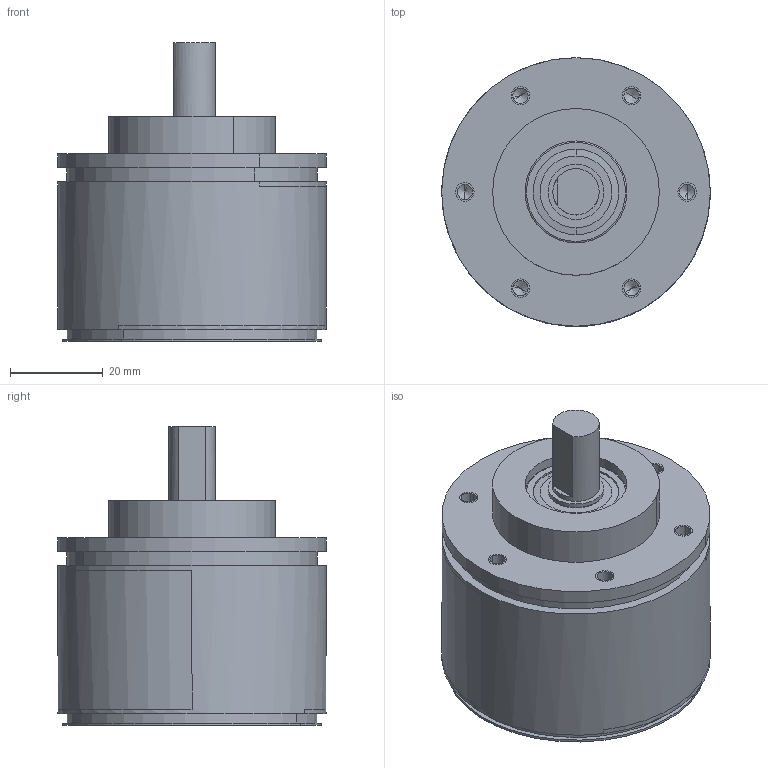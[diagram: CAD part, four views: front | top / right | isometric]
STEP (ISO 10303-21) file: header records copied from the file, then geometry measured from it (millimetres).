
FILE_DESCRIPTION((''),'2;1');
FILE_NAME('HM58S_FB_D10','2014-09-15T',('lika51'),(''),'PRO/ENGINEER BY PARAMETRIC TECHNOLOGY CORPORATION, 2010180','PRO/ENGINEER BY PARAMETRIC TECHNOLOGY CORPORATION, 2010180','');
FILE_SCHEMA(('CONFIG_CONTROL_DESIGN'));
Length unit declared in the file: millimetre
Products named in the file (1): HM58S_FB_D10
Bounding box: 58 x 58 x 64.5 mm (x, y, z)
Volume: 45552.3 mm3; surface area: 34440.3 mm2
Topology: 21 solids, 37 shells, 320 faces, 779 edges, 463 vertices
Faces by surface type: cylinder 148, plane 60, cone 48, torus 32, sphere 32
Entity records: 9194 total; most frequent: CARTESIAN_POINT 1785, DIRECTION 1738, ORIENTED_EDGE 1318, AXIS2_PLACEMENT_3D 757, EDGE_CURVE 689, VERTEX_POINT 463, CIRCLE 436, EDGE_LOOP 392
